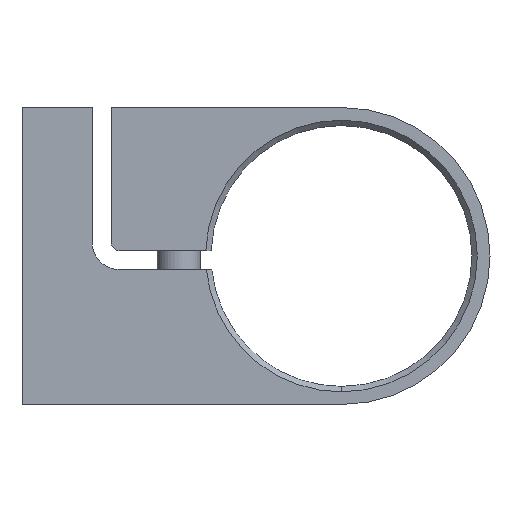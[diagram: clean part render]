
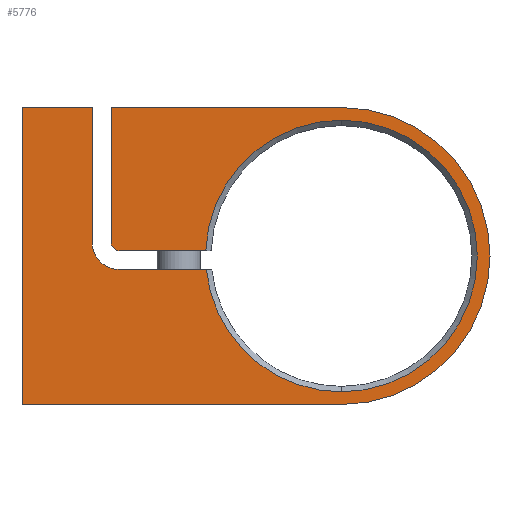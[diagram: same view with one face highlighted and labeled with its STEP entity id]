
A CAD part, front view. The second image highlights one B-rep face of the part: STEP entity #5776.
In plain terms, the highlighted planar face has unit normal (0, -1, 0).
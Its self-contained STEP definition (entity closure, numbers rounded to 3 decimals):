
#89 = AXIS2_PLACEMENT_3D ( 'NONE', #3173, #3972, #8086 ) ;
#120 = CARTESIAN_POINT ( 'NONE',  ( -41.15, -8., 1. ) ) ;
#290 = AXIS2_PLACEMENT_3D ( 'NONE', #3833, #3766, #5424 ) ;
#303 = DIRECTION ( 'NONE',  ( 0., 1., 0. ) ) ;
#325 = CIRCLE ( 'NONE', #89, 5. ) ;
#337 = LINE ( 'NONE', #1725, #1875 ) ;
#349 = CARTESIAN_POINT ( 'NONE',  ( -42.65, -8., 27.5 ) ) ;
#607 = CARTESIAN_POINT ( 'NONE',  ( -25.13, -8., 1. ) ) ;
#730 = EDGE_CURVE ( 'NONE', #4837, #8180, #2236, .T. ) ;
#736 = CARTESIAN_POINT ( 'NONE',  ( -59.15, -8., -27.5 ) ) ;
#867 = VECTOR ( 'NONE', #1363, 1000. ) ;
#1187 = VERTEX_POINT ( 'NONE', #349 ) ;
#1333 = CARTESIAN_POINT ( 'NONE',  ( 0., -8., 27.5 ) ) ;
#1363 = DIRECTION ( 'NONE',  ( 1., 0., 0. ) ) ;
#1365 = EDGE_CURVE ( 'NONE', #9910, #2477, #2883, .T. ) ;
#1378 = CARTESIAN_POINT ( 'NONE',  ( -46.15, -8., 2.5 ) ) ;
#1415 = LINE ( 'NONE', #1333, #867 ) ;
#1591 = VERTEX_POINT ( 'NONE', #3417 ) ;
#1632 = EDGE_CURVE ( 'NONE', #7785, #8180, #3904, .T. ) ;
#1721 = ORIENTED_EDGE ( 'NONE', *, *, #9058, .F. ) ;
#1725 = CARTESIAN_POINT ( 'NONE',  ( -24.129, -8., 1. ) ) ;
#1792 = DIRECTION ( 'NONE',  ( 0., 0., 1. ) ) ;
#1875 = VECTOR ( 'NONE', #9914, 1000. ) ;
#2025 = ORIENTED_EDGE ( 'NONE', *, *, #5981, .F. ) ;
#2070 = VERTEX_POINT ( 'NONE', #8258 ) ;
#2236 = CIRCLE ( 'NONE', #8641, 25.15 ) ;
#2284 = EDGE_CURVE ( 'NONE', #8413, #6472, #5171, .T. ) ;
#2365 = DIRECTION ( 'NONE',  ( 0., 0., 1. ) ) ;
#2374 = EDGE_CURVE ( 'NONE', #2070, #3603, #9579, .T. ) ;
#2406 = CIRCLE ( 'NONE', #3726, 25.15 ) ;
#2477 = VERTEX_POINT ( 'NONE', #9106 ) ;
#2537 = CARTESIAN_POINT ( 'NONE',  ( 0., -8., 0. ) ) ;
#2557 = CARTESIAN_POINT ( 'NONE',  ( -46.15, -8., 2.5 ) ) ;
#2593 = CARTESIAN_POINT ( 'NONE',  ( -24.02, -8., -2.5 ) ) ;
#2669 = VECTOR ( 'NONE', #2950, 1000. ) ;
#2883 = CIRCLE ( 'NONE', #9030, 1.5 ) ;
#2950 = DIRECTION ( 'NONE',  ( 1., 0., 0. ) ) ;
#2975 = DIRECTION ( 'NONE',  ( 0., 0., 1. ) ) ;
#2986 = CARTESIAN_POINT ( 'NONE',  ( -42.65, -8., 2.5 ) ) ;
#3173 = CARTESIAN_POINT ( 'NONE',  ( -41.15, -8., 2.5 ) ) ;
#3183 = CARTESIAN_POINT ( 'NONE',  ( -25.025, -8., -2.5 ) ) ;
#3242 = VECTOR ( 'NONE', #6632, 1000. ) ;
#3353 = ORIENTED_EDGE ( 'NONE', *, *, #8570, .T. ) ;
#3399 = CARTESIAN_POINT ( 'NONE',  ( 0., -8., 27.5 ) ) ;
#3417 = CARTESIAN_POINT ( 'NONE',  ( 0., -8., -27.5 ) ) ;
#3539 = CARTESIAN_POINT ( 'NONE',  ( 0., -8., 0. ) ) ;
#3603 = VERTEX_POINT ( 'NONE', #1378 ) ;
#3720 = EDGE_CURVE ( 'NONE', #1591, #8413, #7126, .T. ) ;
#3726 = AXIS2_PLACEMENT_3D ( 'NONE', #8128, #8932, #2365 ) ;
#3742 = ORIENTED_EDGE ( 'NONE', *, *, #1632, .F. ) ;
#3766 = DIRECTION ( 'NONE',  ( 0., 1., 0. ) ) ;
#3826 = EDGE_CURVE ( 'NONE', #2477, #1187, #6486, .T. ) ;
#3833 = CARTESIAN_POINT ( 'NONE',  ( 0., -8., 0. ) ) ;
#3851 = ORIENTED_EDGE ( 'NONE', *, *, #2374, .F. ) ;
#3904 = LINE ( 'NONE', #2593, #9841 ) ;
#3972 = DIRECTION ( 'NONE',  ( 0., -1., 0. ) ) ;
#4354 = ORIENTED_EDGE ( 'NONE', *, *, #3826, .F. ) ;
#4376 = EDGE_LOOP ( 'NONE', ( #1721, #3353, #7883, #8005, #3742, #6588, #3851, #9393, #9272, #4597, #10428, #2025, #4354, #7373 ) ) ;
#4491 = CARTESIAN_POINT ( 'NONE',  ( 0., -8., 0. ) ) ;
#4597 = ORIENTED_EDGE ( 'NONE', *, *, #3720, .F. ) ;
#4734 = VECTOR ( 'NONE', #6665, 1000. ) ;
#4837 = VERTEX_POINT ( 'NONE', #9677 ) ;
#4853 = DIRECTION ( 'NONE',  ( 0., 0., 1. ) ) ;
#4976 = EDGE_CURVE ( 'NONE', #6472, #2070, #6466, .T. ) ;
#5165 = EDGE_CURVE ( 'NONE', #8196, #4837, #2406, .T. ) ;
#5171 = LINE ( 'NONE', #736, #6175 ) ;
#5224 = CARTESIAN_POINT ( 'NONE',  ( -59.15, -8., -27.5 ) ) ;
#5424 = DIRECTION ( 'NONE',  ( 0., 0., 1. ) ) ;
#5776 = ADVANCED_FACE ( 'NONE', ( #6477 ), #7392, .F. ) ;
#5981 = EDGE_CURVE ( 'NONE', #1187, #8332, #1415, .T. ) ;
#6110 = CARTESIAN_POINT ( 'NONE',  ( -59.15, -8., 27.5 ) ) ;
#6111 = DIRECTION ( 'NONE',  ( 0., 1., 0. ) ) ;
#6175 = VECTOR ( 'NONE', #4853, 1000. ) ;
#6466 = LINE ( 'NONE', #8537, #2669 ) ;
#6472 = VERTEX_POINT ( 'NONE', #6110 ) ;
#6477 = FACE_OUTER_BOUND ( 'NONE', #4376, .T. ) ;
#6486 = LINE ( 'NONE', #2986, #10544 ) ;
#6588 = ORIENTED_EDGE ( 'NONE', *, *, #9593, .F. ) ;
#6623 = AXIS2_PLACEMENT_3D ( 'NONE', #3539, #303, #8547 ) ;
#6632 = DIRECTION ( 'NONE',  ( 0., 0., -1. ) ) ;
#6665 = DIRECTION ( 'NONE',  ( -1., 0., 0. ) ) ;
#7001 = DIRECTION ( 'NONE',  ( 0., 1., 0. ) ) ;
#7126 = LINE ( 'NONE', #10071, #4734 ) ;
#7373 = ORIENTED_EDGE ( 'NONE', *, *, #1365, .F. ) ;
#7392 = PLANE ( 'NONE',  #6623 ) ;
#7785 = VERTEX_POINT ( 'NONE', #8647 ) ;
#7883 = ORIENTED_EDGE ( 'NONE', *, *, #5165, .T. ) ;
#8005 = ORIENTED_EDGE ( 'NONE', *, *, #730, .T. ) ;
#8086 = DIRECTION ( 'NONE',  ( 0., 0., 1. ) ) ;
#8115 = CIRCLE ( 'NONE', #290, 25.15 ) ;
#8128 = CARTESIAN_POINT ( 'NONE',  ( 0., -8., 0. ) ) ;
#8180 = VERTEX_POINT ( 'NONE', #3183 ) ;
#8196 = VERTEX_POINT ( 'NONE', #10484 ) ;
#8258 = CARTESIAN_POINT ( 'NONE',  ( -46.15, -8., 27.5 ) ) ;
#8292 = DIRECTION ( 'NONE',  ( 1., 0., 0. ) ) ;
#8293 = AXIS2_PLACEMENT_3D ( 'NONE', #2537, #9867, #1792 ) ;
#8332 = VERTEX_POINT ( 'NONE', #3399 ) ;
#8357 = CIRCLE ( 'NONE', #8293, 27.5 ) ;
#8413 = VERTEX_POINT ( 'NONE', #5224 ) ;
#8537 = CARTESIAN_POINT ( 'NONE',  ( -46.15, -8., 27.5 ) ) ;
#8547 = DIRECTION ( 'NONE',  ( 0., 0., 1. ) ) ;
#8570 = EDGE_CURVE ( 'NONE', #8604, #8196, #8115, .T. ) ;
#8604 = VERTEX_POINT ( 'NONE', #607 ) ;
#8641 = AXIS2_PLACEMENT_3D ( 'NONE', #4491, #6111, #2975 ) ;
#8647 = CARTESIAN_POINT ( 'NONE',  ( -41.15, -8., -2.5 ) ) ;
#8668 = DIRECTION ( 'NONE',  ( 0., 0., 1. ) ) ;
#8932 = DIRECTION ( 'NONE',  ( 0., 1., 0. ) ) ;
#9030 = AXIS2_PLACEMENT_3D ( 'NONE', #9474, #7001, #9418 ) ;
#9058 = EDGE_CURVE ( 'NONE', #8604, #9910, #337, .T. ) ;
#9106 = CARTESIAN_POINT ( 'NONE',  ( -42.65, -8., 2.5 ) ) ;
#9272 = ORIENTED_EDGE ( 'NONE', *, *, #2284, .F. ) ;
#9393 = ORIENTED_EDGE ( 'NONE', *, *, #4976, .F. ) ;
#9418 = DIRECTION ( 'NONE',  ( 0., 0., 1. ) ) ;
#9474 = CARTESIAN_POINT ( 'NONE',  ( -41.15, -8., 2.5 ) ) ;
#9579 = LINE ( 'NONE', #2557, #3242 ) ;
#9593 = EDGE_CURVE ( 'NONE', #3603, #7785, #325, .T. ) ;
#9677 = CARTESIAN_POINT ( 'NONE',  ( 0., -8., -25.15 ) ) ;
#9841 = VECTOR ( 'NONE', #8292, 1000. ) ;
#9867 = DIRECTION ( 'NONE',  ( 0., 1., 0. ) ) ;
#9910 = VERTEX_POINT ( 'NONE', #120 ) ;
#9914 = DIRECTION ( 'NONE',  ( -1., 0., 0. ) ) ;
#10071 = CARTESIAN_POINT ( 'NONE',  ( 0., -8., -27.5 ) ) ;
#10428 = ORIENTED_EDGE ( 'NONE', *, *, #10510, .F. ) ;
#10484 = CARTESIAN_POINT ( 'NONE',  ( 0., -8., 25.15 ) ) ;
#10510 = EDGE_CURVE ( 'NONE', #8332, #1591, #8357, .T. ) ;
#10544 = VECTOR ( 'NONE', #8668, 1000. ) ;
